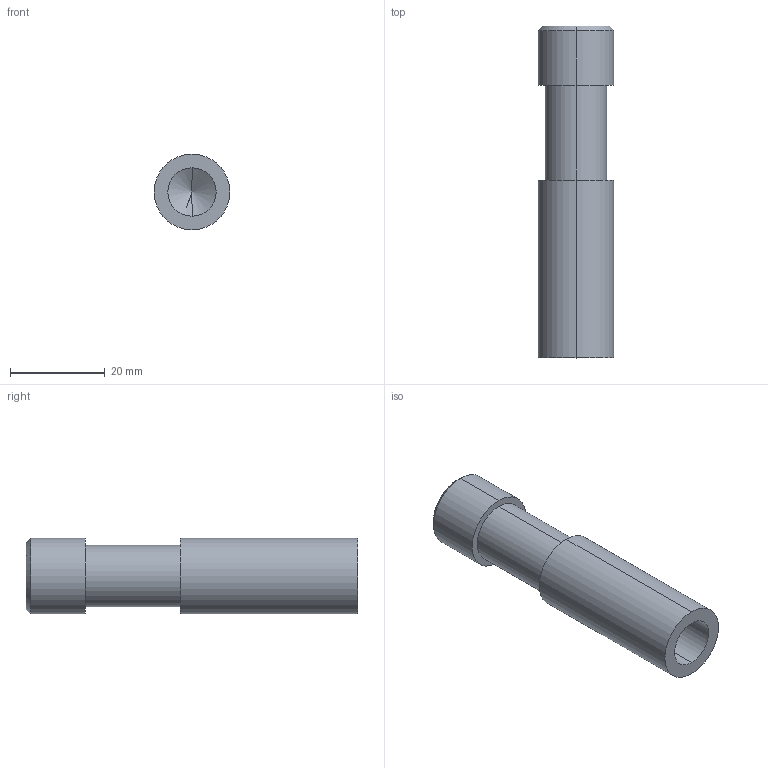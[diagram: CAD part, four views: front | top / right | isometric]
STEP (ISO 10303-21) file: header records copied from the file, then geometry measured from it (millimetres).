
FILE_DESCRIPTION (( 'STEP AP203' ), '1' );
FILE_NAME ('T73392.STEP', '2018-08-23T10:03:48', ( '' ), ( '' ), 'SwSTEP 2.0', 'SolidWorks 2016', '' );
FILE_SCHEMA (( 'CONFIG_CONTROL_DESIGN' ));
Length unit declared in the file: millimetre
Products named in the file (1): T73392
Bounding box: 16 x 70 x 16 mm (x, y, z)
Volume: 11129.4 mm3; surface area: 4428.5 mm2
Topology: 1 solids, 1 shells, 16 faces, 32 edges, 19 vertices
Faces by surface type: cylinder 8, cone 4, plane 4
Entity records: 485 total; most frequent: DIRECTION 82, CARTESIAN_POINT 66, ORIENTED_EDGE 60, AXIS2_PLACEMENT_3D 35, EDGE_CURVE 30, EDGE_LOOP 19, VERTEX_POINT 19, CIRCLE 18
